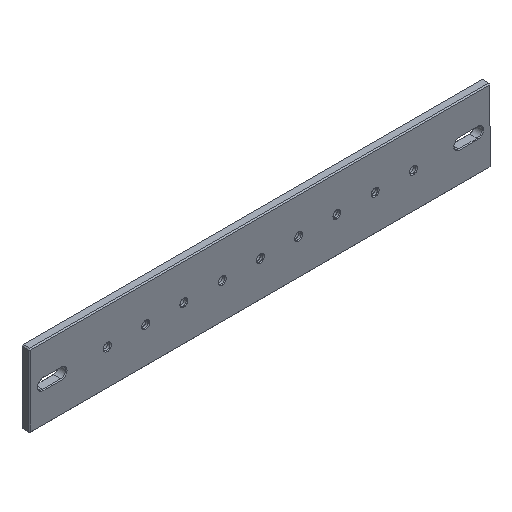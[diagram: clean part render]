
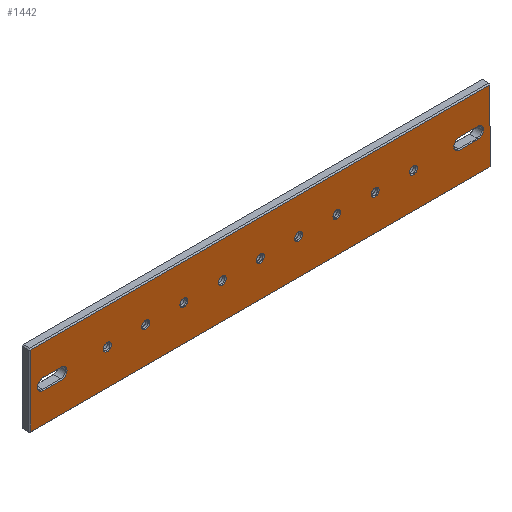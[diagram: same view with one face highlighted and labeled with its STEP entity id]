
A CAD part, isometric view. The second image highlights one B-rep face of the part: STEP entity #1442.
In plain terms, the highlighted planar face has unit normal (0, -1, 0).
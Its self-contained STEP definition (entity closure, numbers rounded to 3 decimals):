
#74=FACE_BOUND('',#305,.T.);
#75=FACE_BOUND('',#306,.T.);
#76=FACE_BOUND('',#307,.T.);
#77=FACE_BOUND('',#308,.T.);
#78=FACE_BOUND('',#309,.T.);
#79=FACE_BOUND('',#310,.T.);
#80=FACE_BOUND('',#311,.T.);
#81=FACE_BOUND('',#312,.T.);
#82=FACE_BOUND('',#313,.T.);
#83=FACE_BOUND('',#314,.T.);
#84=FACE_BOUND('',#315,.T.);
#107=CIRCLE('',#1565,3.1);
#108=CIRCLE('',#1566,3.1);
#109=CIRCLE('',#1567,2.15);
#110=CIRCLE('',#1568,2.15);
#111=CIRCLE('',#1569,2.15);
#112=CIRCLE('',#1570,2.15);
#113=CIRCLE('',#1571,2.15);
#114=CIRCLE('',#1572,2.15);
#115=CIRCLE('',#1573,2.15);
#116=CIRCLE('',#1574,2.15);
#117=CIRCLE('',#1575,2.15);
#118=CIRCLE('',#1576,3.1);
#119=CIRCLE('',#1577,3.1);
#198=FACE_OUTER_BOUND('',#304,.T.);
#304=EDGE_LOOP('',(#1073,#1074,#1075,#1076));
#305=EDGE_LOOP('',(#1077,#1078,#1079,#1080));
#306=EDGE_LOOP('',(#1081));
#307=EDGE_LOOP('',(#1082));
#308=EDGE_LOOP('',(#1083));
#309=EDGE_LOOP('',(#1084));
#310=EDGE_LOOP('',(#1085));
#311=EDGE_LOOP('',(#1086));
#312=EDGE_LOOP('',(#1087));
#313=EDGE_LOOP('',(#1088));
#314=EDGE_LOOP('',(#1089));
#315=EDGE_LOOP('',(#1090,#1091,#1092,#1093));
#432=LINE('',#2253,#556);
#434=LINE('',#2256,#558);
#438=LINE('',#2262,#562);
#440=LINE('',#2265,#564);
#446=LINE('',#2311,#570);
#447=LINE('',#2314,#571);
#448=LINE('',#2337,#572);
#449=LINE('',#2340,#573);
#556=VECTOR('',#1772,10.);
#558=VECTOR('',#1776,10.);
#562=VECTOR('',#1784,10.);
#564=VECTOR('',#1788,10.);
#570=VECTOR('',#1834,10.);
#571=VECTOR('',#1837,10.);
#572=VECTOR('',#1858,10.);
#573=VECTOR('',#1861,10.);
#643=VERTEX_POINT('',#2177);
#646=VERTEX_POINT('',#2184);
#649=VERTEX_POINT('',#2191);
#655=VERTEX_POINT('',#2205);
#683=VERTEX_POINT('',#2307);
#684=VERTEX_POINT('',#2308);
#685=VERTEX_POINT('',#2310);
#686=VERTEX_POINT('',#2312);
#687=VERTEX_POINT('',#2315);
#688=VERTEX_POINT('',#2317);
#689=VERTEX_POINT('',#2319);
#690=VERTEX_POINT('',#2321);
#691=VERTEX_POINT('',#2323);
#692=VERTEX_POINT('',#2325);
#693=VERTEX_POINT('',#2327);
#694=VERTEX_POINT('',#2329);
#695=VERTEX_POINT('',#2331);
#696=VERTEX_POINT('',#2333);
#697=VERTEX_POINT('',#2334);
#698=VERTEX_POINT('',#2336);
#699=VERTEX_POINT('',#2338);
#799=EDGE_CURVE('',#646,#655,#432,.T.);
#801=EDGE_CURVE('',#655,#649,#434,.T.);
#805=EDGE_CURVE('',#649,#643,#438,.T.);
#807=EDGE_CURVE('',#643,#646,#440,.T.);
#826=EDGE_CURVE('',#683,#684,#107,.T.);
#827=EDGE_CURVE('',#685,#683,#446,.T.);
#828=EDGE_CURVE('',#686,#685,#108,.T.);
#829=EDGE_CURVE('',#684,#686,#447,.T.);
#830=EDGE_CURVE('',#687,#687,#109,.T.);
#831=EDGE_CURVE('',#688,#688,#110,.T.);
#832=EDGE_CURVE('',#689,#689,#111,.T.);
#833=EDGE_CURVE('',#690,#690,#112,.T.);
#834=EDGE_CURVE('',#691,#691,#113,.T.);
#835=EDGE_CURVE('',#692,#692,#114,.T.);
#836=EDGE_CURVE('',#693,#693,#115,.T.);
#837=EDGE_CURVE('',#694,#694,#116,.T.);
#838=EDGE_CURVE('',#695,#695,#117,.T.);
#839=EDGE_CURVE('',#696,#697,#118,.T.);
#840=EDGE_CURVE('',#698,#696,#448,.T.);
#841=EDGE_CURVE('',#699,#698,#119,.T.);
#842=EDGE_CURVE('',#697,#699,#449,.T.);
#1073=ORIENTED_EDGE('',*,*,#799,.F.);
#1074=ORIENTED_EDGE('',*,*,#807,.F.);
#1075=ORIENTED_EDGE('',*,*,#805,.F.);
#1076=ORIENTED_EDGE('',*,*,#801,.F.);
#1077=ORIENTED_EDGE('',*,*,#826,.F.);
#1078=ORIENTED_EDGE('',*,*,#827,.F.);
#1079=ORIENTED_EDGE('',*,*,#828,.F.);
#1080=ORIENTED_EDGE('',*,*,#829,.F.);
#1081=ORIENTED_EDGE('',*,*,#830,.F.);
#1082=ORIENTED_EDGE('',*,*,#831,.F.);
#1083=ORIENTED_EDGE('',*,*,#832,.F.);
#1084=ORIENTED_EDGE('',*,*,#833,.F.);
#1085=ORIENTED_EDGE('',*,*,#834,.F.);
#1086=ORIENTED_EDGE('',*,*,#835,.F.);
#1087=ORIENTED_EDGE('',*,*,#836,.F.);
#1088=ORIENTED_EDGE('',*,*,#837,.F.);
#1089=ORIENTED_EDGE('',*,*,#838,.F.);
#1090=ORIENTED_EDGE('',*,*,#839,.F.);
#1091=ORIENTED_EDGE('',*,*,#840,.F.);
#1092=ORIENTED_EDGE('',*,*,#841,.F.);
#1093=ORIENTED_EDGE('',*,*,#842,.F.);
#1395=PLANE('',#1564);
#1442=ADVANCED_FACE('',(#198,#74,#75,#76,#77,#78,#79,#80,#81,#82,#83,#84),
#1395,.T.);
#1564=AXIS2_PLACEMENT_3D('',#2306,#1830,#1831);
#1565=AXIS2_PLACEMENT_3D('',#2309,#1832,#1833);
#1566=AXIS2_PLACEMENT_3D('',#2313,#1835,#1836);
#1567=AXIS2_PLACEMENT_3D('',#2316,#1838,#1839);
#1568=AXIS2_PLACEMENT_3D('',#2318,#1840,#1841);
#1569=AXIS2_PLACEMENT_3D('',#2320,#1842,#1843);
#1570=AXIS2_PLACEMENT_3D('',#2322,#1844,#1845);
#1571=AXIS2_PLACEMENT_3D('',#2324,#1846,#1847);
#1572=AXIS2_PLACEMENT_3D('',#2326,#1848,#1849);
#1573=AXIS2_PLACEMENT_3D('',#2328,#1850,#1851);
#1574=AXIS2_PLACEMENT_3D('',#2330,#1852,#1853);
#1575=AXIS2_PLACEMENT_3D('',#2332,#1854,#1855);
#1576=AXIS2_PLACEMENT_3D('',#2335,#1856,#1857);
#1577=AXIS2_PLACEMENT_3D('',#2339,#1859,#1860);
#1772=DIRECTION('',(1.,0.,0.));
#1776=DIRECTION('',(0.,0.,-1.));
#1784=DIRECTION('',(-1.,0.,0.));
#1788=DIRECTION('',(0.,0.,1.));
#1830=DIRECTION('center_axis',(0.,-1.,0.));
#1831=DIRECTION('ref_axis',(0.,0.,-1.));
#1832=DIRECTION('center_axis',(0.,-1.,0.));
#1833=DIRECTION('ref_axis',(0.,0.,1.));
#1834=DIRECTION('',(1.,0.,0.));
#1835=DIRECTION('center_axis',(0.,-1.,0.));
#1836=DIRECTION('ref_axis',(0.,0.,-1.));
#1837=DIRECTION('',(-1.,0.,0.));
#1838=DIRECTION('center_axis',(0.,-1.,0.));
#1839=DIRECTION('ref_axis',(0.,0.,1.));
#1840=DIRECTION('center_axis',(0.,-1.,0.));
#1841=DIRECTION('ref_axis',(0.,0.,1.));
#1842=DIRECTION('center_axis',(0.,-1.,0.));
#1843=DIRECTION('ref_axis',(0.,0.,1.));
#1844=DIRECTION('center_axis',(0.,-1.,0.));
#1845=DIRECTION('ref_axis',(0.,0.,1.));
#1846=DIRECTION('center_axis',(0.,-1.,0.));
#1847=DIRECTION('ref_axis',(0.,0.,1.));
#1848=DIRECTION('center_axis',(0.,-1.,0.));
#1849=DIRECTION('ref_axis',(0.,0.,1.));
#1850=DIRECTION('center_axis',(0.,-1.,0.));
#1851=DIRECTION('ref_axis',(0.,0.,1.));
#1852=DIRECTION('center_axis',(0.,-1.,0.));
#1853=DIRECTION('ref_axis',(0.,0.,1.));
#1854=DIRECTION('center_axis',(0.,-1.,0.));
#1855=DIRECTION('ref_axis',(0.,0.,1.));
#1856=DIRECTION('center_axis',(0.,-1.,0.));
#1857=DIRECTION('ref_axis',(0.,0.,1.));
#1858=DIRECTION('',(1.,0.,0.));
#1859=DIRECTION('center_axis',(0.,-1.,0.));
#1860=DIRECTION('ref_axis',(0.,0.,-1.));
#1861=DIRECTION('',(-1.,0.,0.));
#2177=CARTESIAN_POINT('',(-250.2,-4.8,0.6));
#2184=CARTESIAN_POINT('',(-250.2,-4.8,39.2));
#2191=CARTESIAN_POINT('',(-0.6,-4.8,0.6));
#2205=CARTESIAN_POINT('',(-0.6,-4.8,39.2));
#2253=CARTESIAN_POINT('',(-62.7,-4.8,39.2));
#2256=CARTESIAN_POINT('',(-0.6,-4.8,9.95));
#2262=CARTESIAN_POINT('',(-188.1,-4.8,0.6));
#2265=CARTESIAN_POINT('',(-250.2,-4.8,29.85));
#2306=CARTESIAN_POINT('Origin',(-125.4,-4.8,19.9));
#2307=CARTESIAN_POINT('',(-233.6,-4.8,16.8));
#2308=CARTESIAN_POINT('',(-233.6,-4.8,23.));
#2309=CARTESIAN_POINT('Origin',(-233.6,-4.8,19.9));
#2310=CARTESIAN_POINT('',(-243.6,-4.8,16.8));
#2311=CARTESIAN_POINT('',(-184.5,-4.8,16.8));
#2312=CARTESIAN_POINT('',(-243.6,-4.8,23.));
#2313=CARTESIAN_POINT('Origin',(-243.6,-4.8,19.9));
#2314=CARTESIAN_POINT('',(-179.5,-4.8,23.));
#2315=CARTESIAN_POINT('',(-208.6,-4.8,17.75));
#2316=CARTESIAN_POINT('Origin',(-208.6,-4.8,19.9));
#2317=CARTESIAN_POINT('',(-167.,-4.8,17.75));
#2318=CARTESIAN_POINT('Origin',(-167.,-4.8,19.9));
#2319=CARTESIAN_POINT('',(-125.4,-4.8,17.75));
#2320=CARTESIAN_POINT('Origin',(-125.4,-4.8,19.9));
#2321=CARTESIAN_POINT('',(-83.8,-4.8,17.75));
#2322=CARTESIAN_POINT('Origin',(-83.8,-4.8,19.9));
#2323=CARTESIAN_POINT('',(-42.2,-4.8,17.75));
#2324=CARTESIAN_POINT('Origin',(-42.2,-4.8,19.9));
#2325=CARTESIAN_POINT('',(-63.,-4.8,17.75));
#2326=CARTESIAN_POINT('Origin',(-63.,-4.8,19.9));
#2327=CARTESIAN_POINT('',(-104.6,-4.8,17.75));
#2328=CARTESIAN_POINT('Origin',(-104.6,-4.8,19.9));
#2329=CARTESIAN_POINT('',(-146.2,-4.8,17.75));
#2330=CARTESIAN_POINT('Origin',(-146.2,-4.8,19.9));
#2331=CARTESIAN_POINT('',(-187.8,-4.8,17.75));
#2332=CARTESIAN_POINT('Origin',(-187.8,-4.8,19.9));
#2333=CARTESIAN_POINT('',(-7.2,-4.8,16.8));
#2334=CARTESIAN_POINT('',(-7.2,-4.8,23.));
#2335=CARTESIAN_POINT('Origin',(-7.2,-4.8,19.9));
#2336=CARTESIAN_POINT('',(-17.2,-4.8,16.8));
#2337=CARTESIAN_POINT('',(-71.3,-4.8,16.8));
#2338=CARTESIAN_POINT('',(-17.2,-4.8,23.));
#2339=CARTESIAN_POINT('Origin',(-17.2,-4.8,19.9));
#2340=CARTESIAN_POINT('',(-66.3,-4.8,23.));
